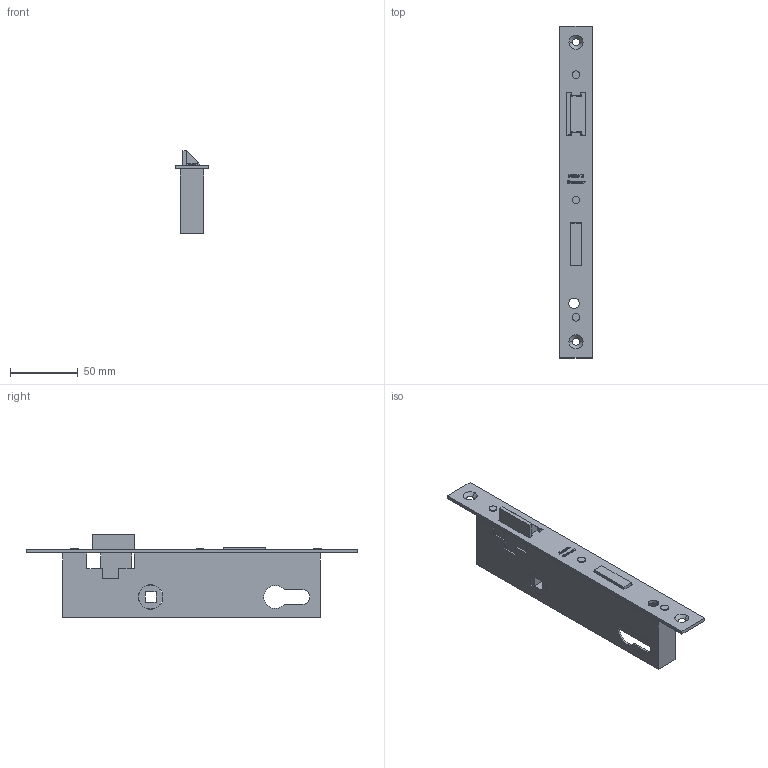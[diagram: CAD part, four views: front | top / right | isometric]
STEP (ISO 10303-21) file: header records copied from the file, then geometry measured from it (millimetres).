
FILE_DESCRIPTION (( 'STEP AP203' ), '1' );
FILE_NAME ('50103.step', '2019-06-04T11:53:18', ( '' ), ( '' ), 'SwSTEP 2.0', 'SolidWorks 2015', '' );
FILE_SCHEMA (( 'CONFIG_CONTROL_DESIGN' ));
Length unit declared in the file: millimetre
Products named in the file (1): 50103
Bounding box: 24 x 245 x 61 mm (x, y, z)
Volume: 60963.2 mm3; surface area: 55679.2 mm2
Topology: 4 solids, 4 shells, 472 faces, 1272 edges, 846 vertices
Faces by surface type: plane 271, bspline 173, cylinder 24, cone 4
Entity records: 23689 total; most frequent: CARTESIAN_POINT 12852, ORIENTED_EDGE 2544, DIRECTION 1578, EDGE_CURVE 1272, LINE 874, VECTOR 874, VERTEX_POINT 846, EDGE_LOOP 534
